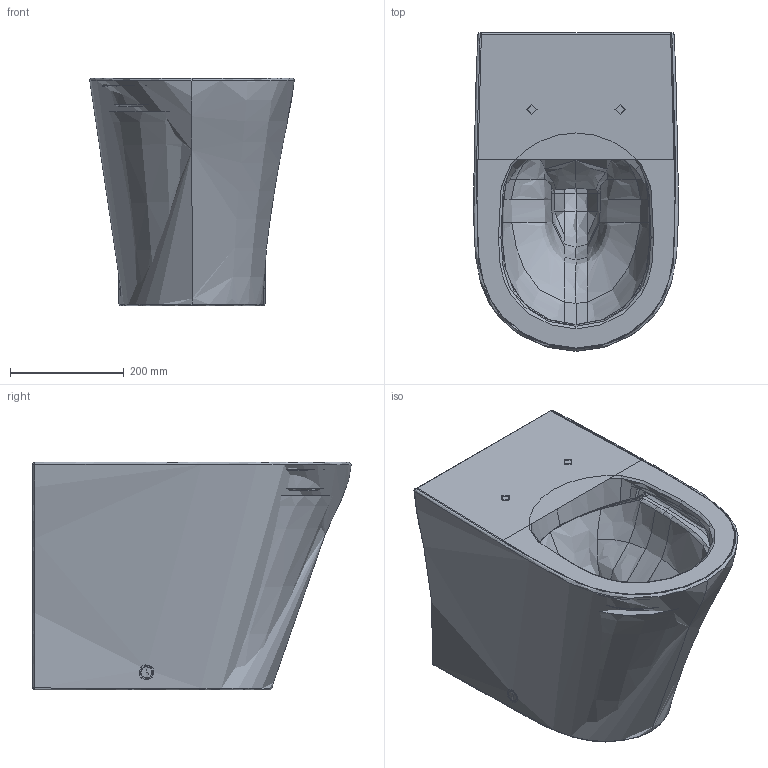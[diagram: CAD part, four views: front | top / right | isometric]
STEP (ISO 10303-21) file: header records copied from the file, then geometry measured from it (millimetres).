
FILE_DESCRIPTION(/* description */ (''),/* implementation_level */ '2;1');
FILE_NAME(/* name */ '4624R0_O.novo_BTW.stp',/* time_stamp */ '2020-07-06T08:36:04+02:00',/* author */ (''),/* organization */ (''),/* preprocessor_version */ 'ST-DEVELOPER v16.7',/* originating_system */ 'SIEMENS PLM Software NX 1863',/* authorisation */ '');
FILE_SCHEMA (('AUTOMOTIVE_DESIGN { 1 0 10303 214 3 1 1 1 }'));
Products named in the file (1): koeb26586D2F1am8
Bounding box: 359.42 x 559.91 x 400 mm (x, y, z)
Volume: 12635590.7 mm3; surface area: 2206916.7 mm2
Topology: 4 solids, 4 shells, 1404 faces, 3693 edges, 2167 vertices
Faces by surface type: bspline 1020, cylinder 138, plane 91, sphere 75, extrusion 50, cone 15, torus 15
Full cylindrical faces by diameter (mm): 9 x2, 12 x5, 16 x5, 18 x1, 30 x2
Entity records: 202469 total; most frequent: CARTESIAN_POINT 177478, ORIENTED_EDGE 6972, EDGE_CURVE 3486, B_SPLINE_CURVE_WITH_KNOTS 2489, DIRECTION 2331, VERTEX_POINT 2139, EDGE_LOOP 1513, ADVANCED_FACE 1403
